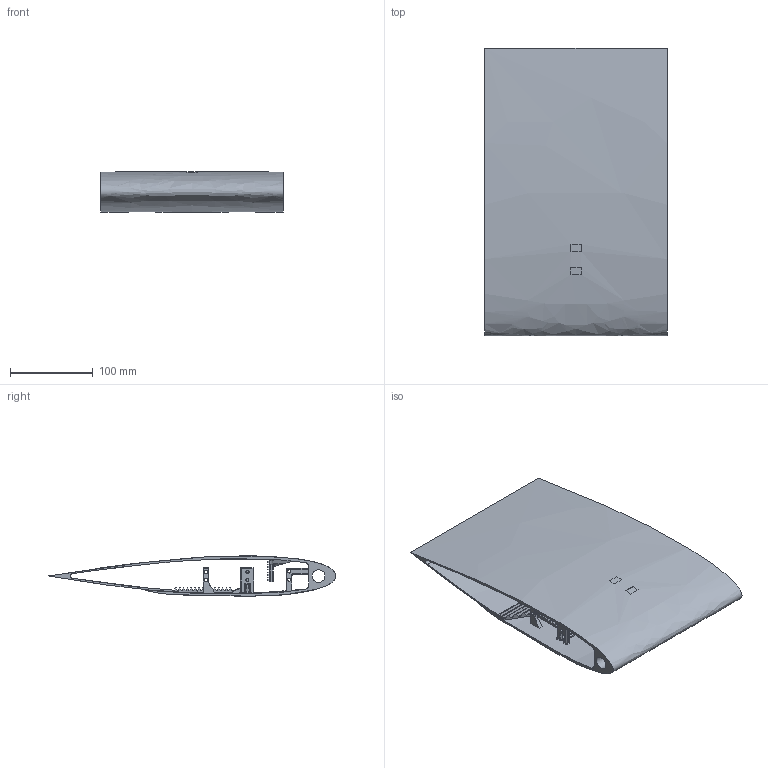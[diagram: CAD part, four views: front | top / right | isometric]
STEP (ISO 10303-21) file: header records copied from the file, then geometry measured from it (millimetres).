
FILE_DESCRIPTION(/* description */ (''),/* implementation_level */ '2;1');
FILE_NAME(/* name */ 'complete morphing wing.step',/* time_stamp */ '2025-07-28T20:21:51+05:30',/* author */ (''),/* organization */ (''),/* preprocessor_version */ 'ST-DEVELOPER v20.1',/* originating_system */ 'Autodesk Translation Framework v14.10.0.0',/* authorisation */ '');
FILE_SCHEMA (('AUTOMOTIVE_DESIGN { 1 0 10303 214 3 1 1 }'));
Length unit declared in the file: millimetre
Products named in the file (1): complete aerofoil
Bounding box: 220 x 347.02 x 48.76 mm (x, y, z)
Volume: 612225.2 mm3; surface area: 352388.5 mm2
Topology: 3 solids, 3 shells, 600 faces, 1598 edges, 1004 vertices
Faces by surface type: plane 307, cylinder 140, bspline 105, torus 30, sphere 18
Full cylindrical faces by diameter (mm): 3.965 x1, 4.005 x1, 4.009 x1, 4.082 x2, 4.087 x1, 4.095 x2, 4.172 x2, 4.18 x2, 15.378 x1
Entity records: 24464 total; most frequent: CARTESIAN_POINT 10163, ORIENTED_EDGE 3196, DIRECTION 2604, EDGE_CURVE 1598, VERTEX_POINT 1016, LINE 950, VECTOR 950, AXIS2_PLACEMENT_3D 827
